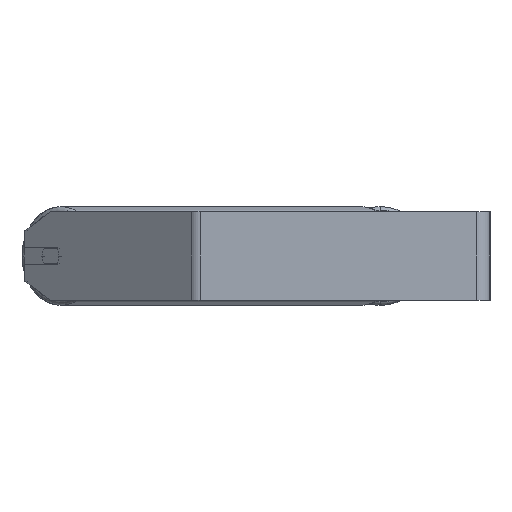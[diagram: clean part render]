
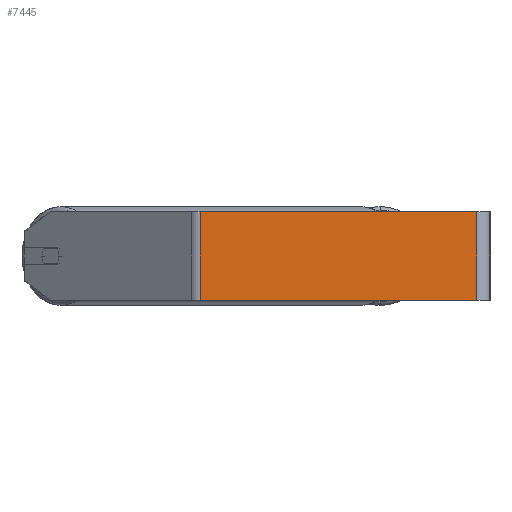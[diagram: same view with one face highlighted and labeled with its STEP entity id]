
A CAD part, left-side view. The second image highlights one B-rep face of the part: STEP entity #7445.
In plain terms, the highlighted planar face has unit normal (-1, 0, 0).
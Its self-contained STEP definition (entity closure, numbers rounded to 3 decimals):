
#33 = ORIENTED_EDGE ( 'NONE', *, *, #4217, .F. ) ;
#141 = DIRECTION ( 'NONE',  ( 0., 0., -1. ) ) ;
#208 = EDGE_CURVE ( 'NONE', #6594, #926, #1930, .T. ) ;
#926 = VERTEX_POINT ( 'NONE', #5092 ) ;
#1017 = CARTESIAN_POINT ( 'NONE',  ( -700., 12., 40. ) ) ;
#1552 = LINE ( 'NONE', #3492, #6176 ) ;
#1585 = EDGE_LOOP ( 'NONE', ( #8683, #3757, #33, #5827 ) ) ;
#1930 = LINE ( 'NONE', #7908, #5810 ) ;
#2108 = CARTESIAN_POINT ( 'NONE',  ( -700., 265.478, 40. ) ) ;
#2715 = CARTESIAN_POINT ( 'NONE',  ( -700., 12., 40. ) ) ;
#3005 = LINE ( 'NONE', #1017, #8151 ) ;
#3010 = CARTESIAN_POINT ( 'NONE',  ( -700., 261.11, -40. ) ) ;
#3336 = VERTEX_POINT ( 'NONE', #5140 ) ;
#3492 = CARTESIAN_POINT ( 'NONE',  ( -700., 261.11, 40. ) ) ;
#3613 = EDGE_CURVE ( 'NONE', #3336, #6594, #1552, .T. ) ;
#3671 = AXIS2_PLACEMENT_3D ( 'NONE', #2108, #4808, #7511 ) ;
#3747 = EDGE_CURVE ( 'NONE', #4251, #926, #3005, .T. ) ;
#3757 = ORIENTED_EDGE ( 'NONE', *, *, #3747, .F. ) ;
#3770 = DIRECTION ( 'NONE',  ( 0., -1., 0. ) ) ;
#4217 = EDGE_CURVE ( 'NONE', #3336, #4251, #5771, .T. ) ;
#4251 = VERTEX_POINT ( 'NONE', #2715 ) ;
#4272 = FACE_OUTER_BOUND ( 'NONE', #1585, .T. ) ;
#4808 = DIRECTION ( 'NONE',  ( 1., 0., 0. ) ) ;
#5092 = CARTESIAN_POINT ( 'NONE',  ( -700., 12., -40. ) ) ;
#5105 = CARTESIAN_POINT ( 'NONE',  ( -700., 265.478, 40. ) ) ;
#5140 = CARTESIAN_POINT ( 'NONE',  ( -700., 261.11, 40. ) ) ;
#5608 = VECTOR ( 'NONE', #3770, 1000. ) ;
#5771 = LINE ( 'NONE', #5105, #5608 ) ;
#5810 = VECTOR ( 'NONE', #5914, 1000. ) ;
#5827 = ORIENTED_EDGE ( 'NONE', *, *, #3613, .T. ) ;
#5914 = DIRECTION ( 'NONE',  ( 0., -1., 0. ) ) ;
#6176 = VECTOR ( 'NONE', #141, 1000. ) ;
#6594 = VERTEX_POINT ( 'NONE', #3010 ) ;
#6674 = DIRECTION ( 'NONE',  ( 0., 0., -1. ) ) ;
#7445 = ADVANCED_FACE ( 'NONE', ( #4272 ), #8220, .F. ) ;
#7511 = DIRECTION ( 'NONE',  ( 0., 0., -1. ) ) ;
#7908 = CARTESIAN_POINT ( 'NONE',  ( -700., 265.478, -40. ) ) ;
#8151 = VECTOR ( 'NONE', #6674, 1000. ) ;
#8220 = PLANE ( 'NONE',  #3671 ) ;
#8683 = ORIENTED_EDGE ( 'NONE', *, *, #208, .T. ) ;
